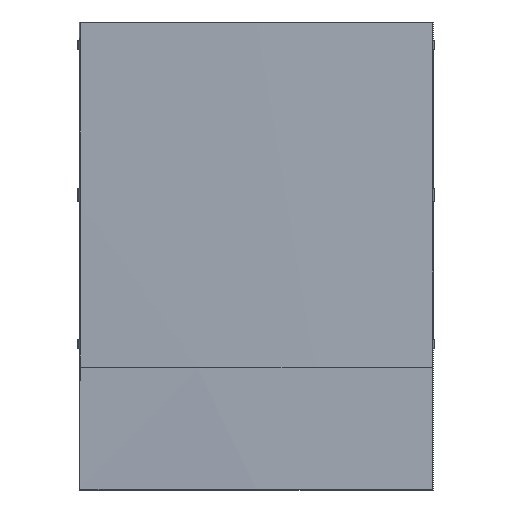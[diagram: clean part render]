
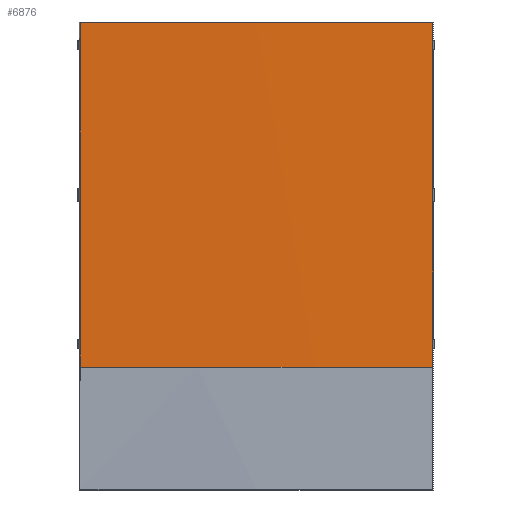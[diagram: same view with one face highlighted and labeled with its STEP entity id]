
A CAD part, top view. The second image highlights one B-rep face of the part: STEP entity #6876.
In plain terms, the highlighted cylindrical face has radius 4456.56 mm (diameter 8913.12 mm), a partial arc.
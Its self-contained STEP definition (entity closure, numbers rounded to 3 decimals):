
#159=CARTESIAN_POINT('',(137.378,92.602,-4427.446));
#160=DIRECTION('',(0.,1.,0.));
#161=DIRECTION('',(-0.031,0.,1.));
#162=AXIS2_PLACEMENT_3D('',#159,#160,#161);
#164=CARTESIAN_POINT('',(0.465,352.535,27.013));
#165=CARTESIAN_POINT('',(30.02,352.503,27.921));
#166=CARTESIAN_POINT('',(89.145,352.458,29.15));
#167=CARTESIAN_POINT('',(177.844,352.455,29.227));
#168=CARTESIAN_POINT('',(236.971,352.497,28.102));
#169=CARTESIAN_POINT('',(266.527,352.527,27.245));
#171=DIRECTION('',(0.,-1.,0.));
#172=VECTOR('',#171,259.925);
#173=CARTESIAN_POINT('',(266.527,352.527,27.245));
#174=LINE('',#173,#172);
#175=DIRECTION('',(0.,-1.,0.));
#176=VECTOR('',#175,13.583);
#177=CARTESIAN_POINT('',(0.465,352.535,27.013));
#178=LINE('',#177,#176);
#216=DIRECTION('',(0.,-1.,0.));
#217=VECTOR('',#216,13.77);
#218=CARTESIAN_POINT('',(0.465,106.372,27.013));
#219=LINE('',#218,#217);
#242=DIRECTION('',(0.,-1.,0.));
#243=VECTOR('',#242,7.);
#244=CARTESIAN_POINT('',(0.465,338.952,27.013));
#245=LINE('',#244,#243);
#281=DIRECTION('',(0.,-1.,0.));
#282=VECTOR('',#281,104.29);
#283=CARTESIAN_POINT('',(0.465,331.952,27.013));
#284=LINE('',#283,#282);
#573=DIRECTION('',(0.,-1.,0.));
#574=VECTOR('',#573,10.);
#575=CARTESIAN_POINT('',(0.465,227.662,27.013));
#576=LINE('',#575,#574);
#2218=DIRECTION('',(0.,-1.,0.));
#2219=VECTOR('',#2218,104.29);
#2220=CARTESIAN_POINT('',(0.465,217.662,27.013));
#2221=LINE('',#2220,#2219);
#2283=DIRECTION('',(0.,-1.,0.));
#2284=VECTOR('',#2283,7.);
#2285=CARTESIAN_POINT('',(0.465,113.372,27.013));
#2286=LINE('',#2285,#2284);
#6009=CARTESIAN_POINT('',(0.465,352.535,27.013));
#6010=CARTESIAN_POINT('',(0.465,338.952,27.013));
#6011=VERTEX_POINT('',#6009);
#6012=VERTEX_POINT('',#6010);
#6017=CARTESIAN_POINT('',(0.465,217.662,27.013));
#6018=VERTEX_POINT('',#6017);
#6019=CARTESIAN_POINT('',(0.465,113.372,27.013));
#6020=VERTEX_POINT('',#6019);
#6023=CARTESIAN_POINT('',(0.465,331.952,27.013));
#6024=VERTEX_POINT('',#6023);
#6025=CARTESIAN_POINT('',(0.465,227.662,27.013));
#6026=VERTEX_POINT('',#6025);
#6038=CARTESIAN_POINT('',(0.465,106.372,27.013));
#6040=VERTEX_POINT('',#6038);
#6275=VERTEX_POINT('',#169);
#6406=CARTESIAN_POINT('',(0.465,92.602,27.013));
#6407=CARTESIAN_POINT('',(266.527,92.602,27.245));
#6408=VERTEX_POINT('',#6406);
#6409=VERTEX_POINT('',#6407);
#6852=CARTESIAN_POINT('',(137.378,92.602,-4427.446));
#6853=DIRECTION('',(0.,1.,0.));
#6854=DIRECTION('',(1.,0.,0.));
#6855=AXIS2_PLACEMENT_3D('',#6852,#6853,#6854);
#6856=CYLINDRICAL_SURFACE('',#6855,4456.563);
#6857=ORIENTED_EDGE('',*,*,#6842,.F.);
#6859=ORIENTED_EDGE('',*,*,#6858,.F.);
#6861=ORIENTED_EDGE('',*,*,#6860,.F.);
#6863=ORIENTED_EDGE('',*,*,#6862,.F.);
#6865=ORIENTED_EDGE('',*,*,#6864,.F.);
#6867=ORIENTED_EDGE('',*,*,#6866,.F.);
#6869=ORIENTED_EDGE('',*,*,#6868,.F.);
#6871=ORIENTED_EDGE('',*,*,#6870,.F.);
#6872=ORIENTED_EDGE('',*,*,#6766,.T.);
#6873=ORIENTED_EDGE('',*,*,#6781,.T.);
#6874=EDGE_LOOP('',(#6857,#6859,#6861,#6863,#6865,#6867,#6869,#6871,#6872,
#6873));
#6875=FACE_OUTER_BOUND('',#6874,.F.);
#6876=ADVANCED_FACE('',(#6875),#6856,.T.);
#163=CIRCLE('',#162,4456.563);
#170=B_SPLINE_CURVE_WITH_KNOTS('',3,(#164,#165,#166,#167,#168,#169),
.UNSPECIFIED.,.F.,.F.,(4,1,1,4),(0.,0.333,0.667,1.),
.UNSPECIFIED.);
#6766=EDGE_CURVE('',#6011,#6275,#170,.T.);
#6781=EDGE_CURVE('',#6275,#6409,#174,.T.);
#6842=EDGE_CURVE('',#6408,#6409,#163,.T.);
#6858=EDGE_CURVE('',#6040,#6408,#219,.T.);
#6860=EDGE_CURVE('',#6020,#6040,#2286,.T.);
#6862=EDGE_CURVE('',#6018,#6020,#2221,.T.);
#6864=EDGE_CURVE('',#6026,#6018,#576,.T.);
#6866=EDGE_CURVE('',#6024,#6026,#284,.T.);
#6868=EDGE_CURVE('',#6012,#6024,#245,.T.);
#6870=EDGE_CURVE('',#6011,#6012,#178,.T.);
